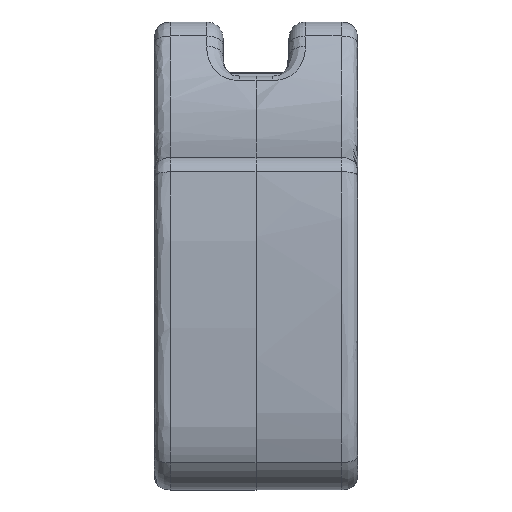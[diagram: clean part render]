
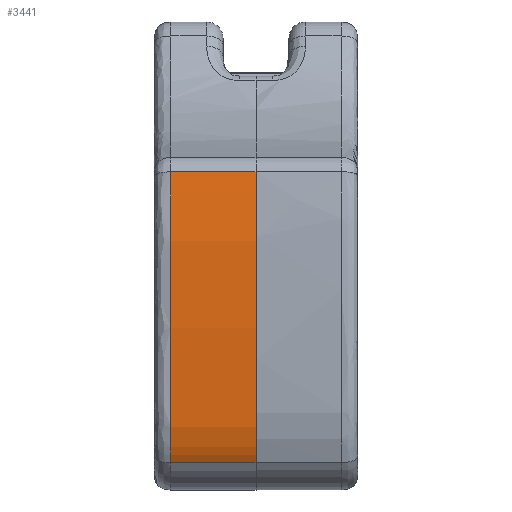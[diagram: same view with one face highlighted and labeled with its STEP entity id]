
A CAD part, front view. The second image highlights one B-rep face of the part: STEP entity #3441.
In plain terms, the highlighted free-form (B-spline) face has degree [3, 1] with [8, 2] control points.
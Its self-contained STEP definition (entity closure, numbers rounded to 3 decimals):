
#125 = DIRECTION ( 'NONE',  ( -1., 0., 0. ) ) ;
#132 = CARTESIAN_POINT ( 'NONE',  ( 18.5, -54.259, -24.642 ) ) ;
#441 = EDGE_LOOP ( 'NONE', ( #11956, #13171, #612, #6815 ) ) ;
#612 = ORIENTED_EDGE ( 'NONE', *, *, #4979, .F. ) ;
#667 = CARTESIAN_POINT ( 'NONE',  ( 18.5, -54.534, -3.919 ) ) ;
#1157 = CARTESIAN_POINT ( 'NONE',  ( 3., -53.223, 15.386 ) ) ;
#1324 = LINE ( 'NONE', #6693, #6266 ) ;
#1628 = CARTESIAN_POINT ( 'NONE',  ( 3., -54.436, -11.793 ) ) ;
#1803 = B_SPLINE_CURVE_WITH_KNOTS ( 'NONE', 3,
 ( #3551, #2386, #7484, #11702, #7680, #7613, #6652, #10801 ),
 .UNSPECIFIED., .F., .F.,
 ( 4, 1, 1, 1, 1, 4 ),
 ( 0., 0.207, 0.361, 0.498, 0.663, 1. ),
 .UNSPECIFIED. ) ;
#2082 = B_SPLINE_SURFACE_WITH_KNOTS ( 'NONE', 3, 1, ( 
 ( #11088, #10110 ),
 ( #8110, #3702 ),
 ( #7014, #2602 ),
 ( #667, #10178 ),
 ( #9076, #1628 ),
 ( #5764, #13356 ),
 ( #6802, #3835 ),
 ( #12317, #6034 ) ),
 .UNSPECIFIED., .F., .F., .F.,
 ( 4, 1, 1, 1, 1, 4 ),
 ( 2, 2 ),
 ( 0., 0.207, 0.361, 0.498, 0.663, 1. ),
 ( 0., 1. ),
 .UNSPECIFIED. ) ;
#2386 = CARTESIAN_POINT ( 'NONE',  ( 3., -54.008, 10.815 ) ) ;
#2602 = CARTESIAN_POINT ( 'NONE',  ( 3., -54.419, 4.545 ) ) ;
#2632 = DIRECTION ( 'NONE',  ( -1., 0., 0. ) ) ;
#3441 = ADVANCED_FACE ( 'NONE', ( #9139 ), #2082, .F. ) ;
#3551 = CARTESIAN_POINT ( 'NONE',  ( 3., -53.223, 15.386 ) ) ;
#3702 = CARTESIAN_POINT ( 'NONE',  ( 3., -54.008, 10.815 ) ) ;
#3835 = CARTESIAN_POINT ( 'NONE',  ( 3., -53.326, -33.963 ) ) ;
#4089 = EDGE_CURVE ( 'NONE', #9416, #5106, #8015, .T. ) ;
#4979 = EDGE_CURVE ( 'NONE', #5106, #13584, #1324, .T. ) ;
#5106 = VERTEX_POINT ( 'NONE', #6007 ) ;
#5154 = CARTESIAN_POINT ( 'NONE',  ( 18.5, -54.008, 10.815 ) ) ;
#5357 = CARTESIAN_POINT ( 'NONE',  ( 18.5, -53.223, 15.386 ) ) ;
#5607 = VECTOR ( 'NONE', #125, 1000. ) ;
#5764 = CARTESIAN_POINT ( 'NONE',  ( 18.5, -54.259, -24.642 ) ) ;
#6007 = CARTESIAN_POINT ( 'NONE',  ( 18.5, -51.362, -37.555 ) ) ;
#6034 = CARTESIAN_POINT ( 'NONE',  ( 3., -51.362, -37.555 ) ) ;
#6112 = VERTEX_POINT ( 'NONE', #1157 ) ;
#6266 = VECTOR ( 'NONE', #2632, 1000. ) ;
#6326 = CARTESIAN_POINT ( 'NONE',  ( 18.5, -53.326, -33.963 ) ) ;
#6652 = CARTESIAN_POINT ( 'NONE',  ( 3., -53.326, -33.963 ) ) ;
#6693 = CARTESIAN_POINT ( 'NONE',  ( 18.5, -51.362, -37.555 ) ) ;
#6802 = CARTESIAN_POINT ( 'NONE',  ( 18.5, -53.326, -33.963 ) ) ;
#6815 = ORIENTED_EDGE ( 'NONE', *, *, #4089, .F. ) ;
#7014 = CARTESIAN_POINT ( 'NONE',  ( 18.5, -54.419, 4.545 ) ) ;
#7484 = CARTESIAN_POINT ( 'NONE',  ( 3., -54.419, 4.545 ) ) ;
#7613 = CARTESIAN_POINT ( 'NONE',  ( 3., -54.259, -24.642 ) ) ;
#7680 = CARTESIAN_POINT ( 'NONE',  ( 3., -54.436, -11.793 ) ) ;
#8015 = B_SPLINE_CURVE_WITH_KNOTS ( 'NONE', 3,
 ( #5357, #5154, #10542, #12536, #9559, #132, #6326, #10398 ),
 .UNSPECIFIED., .F., .F.,
 ( 4, 1, 1, 1, 1, 4 ),
 ( 0., 0.207, 0.361, 0.498, 0.663, 1. ),
 .UNSPECIFIED. ) ;
#8110 = CARTESIAN_POINT ( 'NONE',  ( 18.5, -54.008, 10.815 ) ) ;
#8325 = LINE ( 'NONE', #13637, #5607 ) ;
#8347 = EDGE_CURVE ( 'NONE', #6112, #13584, #1803, .T. ) ;
#9076 = CARTESIAN_POINT ( 'NONE',  ( 18.5, -54.436, -11.793 ) ) ;
#9139 = FACE_OUTER_BOUND ( 'NONE', #441, .T. ) ;
#9416 = VERTEX_POINT ( 'NONE', #11903 ) ;
#9559 = CARTESIAN_POINT ( 'NONE',  ( 18.5, -54.436, -11.793 ) ) ;
#10110 = CARTESIAN_POINT ( 'NONE',  ( 3., -53.223, 15.386 ) ) ;
#10178 = CARTESIAN_POINT ( 'NONE',  ( 3., -54.534, -3.919 ) ) ;
#10398 = CARTESIAN_POINT ( 'NONE',  ( 18.5, -51.362, -37.555 ) ) ;
#10542 = CARTESIAN_POINT ( 'NONE',  ( 18.5, -54.419, 4.545 ) ) ;
#10801 = CARTESIAN_POINT ( 'NONE',  ( 3., -51.362, -37.555 ) ) ;
#11039 = EDGE_CURVE ( 'NONE', #9416, #6112, #8325, .T. ) ;
#11088 = CARTESIAN_POINT ( 'NONE',  ( 18.5, -53.223, 15.386 ) ) ;
#11702 = CARTESIAN_POINT ( 'NONE',  ( 3., -54.534, -3.919 ) ) ;
#11903 = CARTESIAN_POINT ( 'NONE',  ( 18.5, -53.223, 15.386 ) ) ;
#11956 = ORIENTED_EDGE ( 'NONE', *, *, #11039, .T. ) ;
#12317 = CARTESIAN_POINT ( 'NONE',  ( 18.5, -51.362, -37.555 ) ) ;
#12357 = CARTESIAN_POINT ( 'NONE',  ( 3., -51.362, -37.555 ) ) ;
#12536 = CARTESIAN_POINT ( 'NONE',  ( 18.5, -54.534, -3.919 ) ) ;
#13171 = ORIENTED_EDGE ( 'NONE', *, *, #8347, .T. ) ;
#13356 = CARTESIAN_POINT ( 'NONE',  ( 3., -54.259, -24.642 ) ) ;
#13584 = VERTEX_POINT ( 'NONE', #12357 ) ;
#13637 = CARTESIAN_POINT ( 'NONE',  ( 18.5, -53.223, 15.386 ) ) ;
